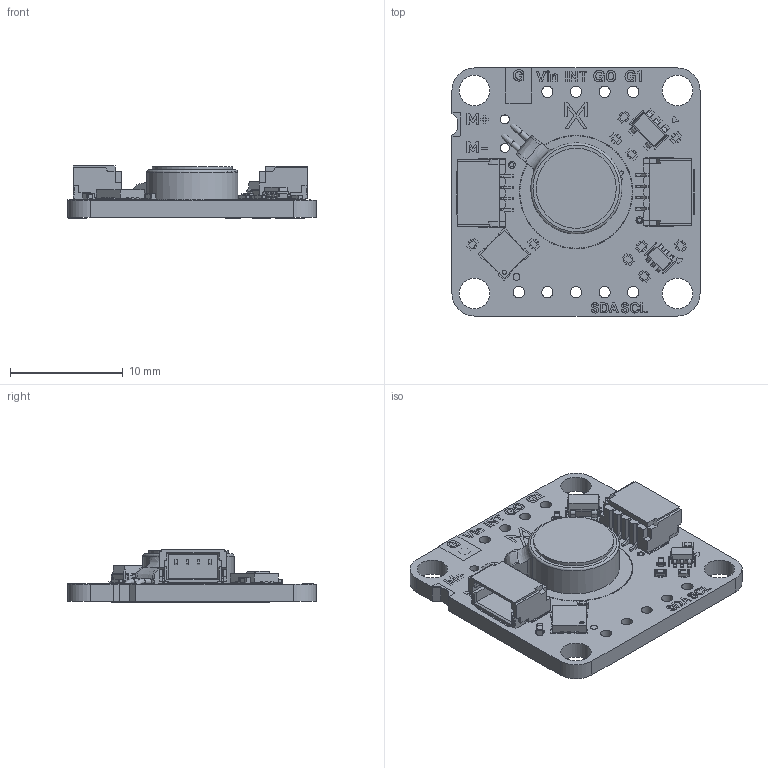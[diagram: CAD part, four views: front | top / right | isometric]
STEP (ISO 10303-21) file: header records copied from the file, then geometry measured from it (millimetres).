
FILE_DESCRIPTION(('KiCad electronic assembly'),'2;1');
FILE_NAME('AX22-0039_RA Motor (DA7820).step','2025-07-29T20:51:59',( 'Pcbnew'),('Kicad'),'Open CASCADE STEP processor 7.8', 'KiCad to STEP converter','Unknown');
FILE_SCHEMA(('AUTOMOTIVE_DESIGN { 1 0 10303 214 1 1 1 1 }'));
Length unit declared in the file: millimetre
Products named in the file (13): AX22-0039_RA Motor (DA7820) 1; SM04B-SRSS-TB(LF)(SN)--3DModel-STEP-269445; DA7280; Body; PinsArrayLR; PinsArrayTB; Vibration Motor v1; C_0402_1005Metric; R_0402_1005Metric; SOT-363_SC-70-6; SOT-23-5; LRA Motor DA7820_silkscreen; LRA Motor DA7820_PCB
Assembly tree (21 placements, depth 3):
  AX22-0039_RA Motor (DA7820) 1
    SM04B-SRSS-TB(LF)(SN)--3DModel-STEP-269445  x2
    DA7280
      Body
      PinsArrayLR
      PinsArrayTB
    Vibration Motor v1
    C_0402_1005Metric  x5
    R_0402_1005Metric  x5
    SOT-363_SC-70-6
    SOT-23-5
    LRA Motor DA7820_silkscreen
    LRA Motor DA7820_PCB
Bounding box: 22 x 22 x 4.62 mm (x, y, z)
Volume: 933.2 mm3; surface area: 1942.6 mm2
Topology: 44 solids, 474 shells, 1533 faces, 7275 edges, 6265 vertices
Faces by surface type: plane 1208, cylinder 261, bspline 62, torus 2
Full cylindrical faces by diameter (mm): 0.375 x1, 0.5 x2, 0.8 x2, 1 x10, 2.7 x4, 7.088 x1
Entity records: 66527 total; most frequent: CARTESIAN_POINT 13318, DIRECTION 9054, ORIENTED_EDGE 7742, EDGE_CURVE 6071, VERTEX_POINT 5471, LINE 5022, VECTOR 5022, AXIS2_PLACEMENT_3D 2016
